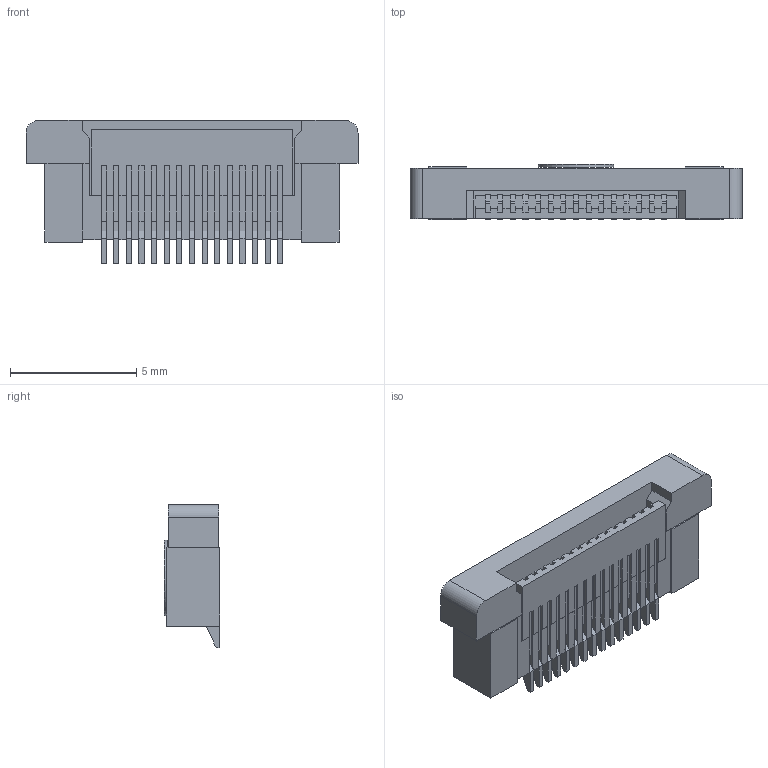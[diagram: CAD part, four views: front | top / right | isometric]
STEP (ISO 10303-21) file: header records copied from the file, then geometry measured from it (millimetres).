
FILE_DESCRIPTION(/* description */ ('STEP AP214'),/* implementation_level */ '2;1');
FILE_NAME(/* name */ 'ZF5S-15-01-T-WT-K-TR',/* time_stamp */ '2025-03-16T21:41:32+01:00',/* author */ ('License CC BY-ND 4.0'),/* organization */ ('CADENAS'),/* preprocessor_version */ 'ST-DEVELOPER v19.3',/* originating_system */ 'PARTsolutions',/* authorisation */ ' ');
FILE_SCHEMA (('AUTOMOTIVE_DESIGN {1 0 10303 214 3 1 1}'));
Length unit declared in the file: millimetre
Products named in the file (4): ZF5S-15-01-T-WT-K-TR; ZF5S-15-01-WT_socket; C-297-15-01_pins; K-DOT-.118-.219-.005_polyamide_pick
Assembly tree (3 placements, depth 2):
  ZF5S-15-01-T-WT-K-TR
    ZF5S-15-01-WT_socket
    C-297-15-01_pins
    K-DOT-.118-.219-.005_polyamide_pick
Bounding box: 13.15 x 2.21 x 5.67 mm (x, y, z)
Volume: 111 mm3; surface area: 486.6 mm2
Topology: 3 solids, 3 shells, 583 faces, 1721 edges, 1144 vertices
Faces by surface type: plane 535, cylinder 48
Full cylindrical faces by diameter (mm): 3 x1
Entity records: 21094 total; most frequent: CARTESIAN_POINT 3451, ORIENTED_EDGE 3440, DIRECTION 2990, EDGE_CURVE 1720, LINE 1624, VECTOR 1624, VERTEX_POINT 1144, AXIS2_PLACEMENT_3D 683
